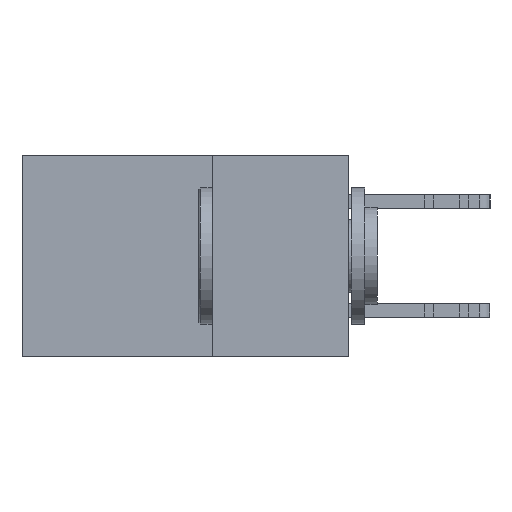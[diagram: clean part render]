
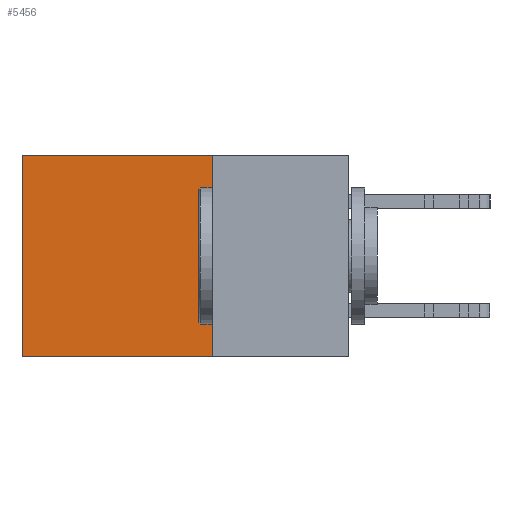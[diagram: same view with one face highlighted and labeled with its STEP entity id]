
A CAD part, left-side view. The second image highlights one B-rep face of the part: STEP entity #5456.
In plain terms, the highlighted planar face has unit normal (-1, 0, 0).
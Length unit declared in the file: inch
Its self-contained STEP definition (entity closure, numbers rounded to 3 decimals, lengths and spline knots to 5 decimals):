
#271 = CARTESIAN_POINT ( 'NONE',  ( 0.298, 0.25, 0. ) ) ;
#479 = CARTESIAN_POINT ( 'NONE',  ( 0.298, 0.25, -0.37 ) ) ;
#496 = DIRECTION ( 'NONE',  ( 0., 0., -1. ) ) ;
#864 = DIRECTION ( 'NONE',  ( 0., 1., 0. ) ) ;
#1047 = CARTESIAN_POINT ( 'NONE',  ( 0.298, 0.25, 0. ) ) ;
#1364 = ORIENTED_EDGE ( 'NONE', *, *, #13469, .T. ) ;
#1528 = DIRECTION ( 'NONE',  ( 1., 0., 0. ) ) ;
#2751 = EDGE_CURVE ( 'NONE', #22384, #19099, #5625, .T. ) ;
#2831 = AXIS2_PLACEMENT_3D ( 'NONE', #271, #1528, #496 ) ;
#3457 = PLANE ( 'NONE',  #2831 ) ;
#4206 = VECTOR ( 'NONE', #16033, 39.37008 ) ;
#4650 = CARTESIAN_POINT ( 'NONE',  ( 0.298, 0.6, 0. ) ) ;
#4895 = EDGE_CURVE ( 'NONE', #16720, #13218, #31295, .T. ) ;
#5456 = ADVANCED_FACE ( 'NONE', ( #26585 ), #3457, .F. ) ;
#5625 = LINE ( 'NONE', #9129, #32800 ) ;
#7671 = ORIENTED_EDGE ( 'NONE', *, *, #2751, .T. ) ;
#8067 = LINE ( 'NONE', #17309, #21016 ) ;
#8710 = CARTESIAN_POINT ( 'NONE',  ( 0.298, 0.6, -0.37 ) ) ;
#8739 = EDGE_CURVE ( 'NONE', #22384, #16720, #24824, .T. ) ;
#9129 = CARTESIAN_POINT ( 'NONE',  ( 0.298, 0.25, 0. ) ) ;
#11056 = VECTOR ( 'NONE', #15679, 39.37008 ) ;
#13218 = VERTEX_POINT ( 'NONE', #8710 ) ;
#13463 = CARTESIAN_POINT ( 'NONE',  ( 0.298, 0.25, 0. ) ) ;
#13469 = EDGE_CURVE ( 'NONE', #19099, #13218, #8067, .T. ) ;
#15679 = DIRECTION ( 'NONE',  ( 0., 1., 0. ) ) ;
#16033 = DIRECTION ( 'NONE',  ( 0., 0., -1. ) ) ;
#16720 = VERTEX_POINT ( 'NONE', #479 ) ;
#17309 = CARTESIAN_POINT ( 'NONE',  ( 0.298, 0.6, 0. ) ) ;
#19099 = VERTEX_POINT ( 'NONE', #4650 ) ;
#19897 = DIRECTION ( 'NONE',  ( 0., 0., -1. ) ) ;
#20012 = CARTESIAN_POINT ( 'NONE',  ( 0.298, 0.25, -0.37 ) ) ;
#21016 = VECTOR ( 'NONE', #19897, 39.37008 ) ;
#22384 = VERTEX_POINT ( 'NONE', #1047 ) ;
#24824 = LINE ( 'NONE', #13463, #4206 ) ;
#25708 = ORIENTED_EDGE ( 'NONE', *, *, #8739, .F. ) ;
#26360 = EDGE_LOOP ( 'NONE', ( #1364, #31626, #25708, #7671 ) ) ;
#26585 = FACE_OUTER_BOUND ( 'NONE', #26360, .T. ) ;
#31295 = LINE ( 'NONE', #20012, #11056 ) ;
#31626 = ORIENTED_EDGE ( 'NONE', *, *, #4895, .F. ) ;
#32800 = VECTOR ( 'NONE', #864, 39.37008 ) ;
